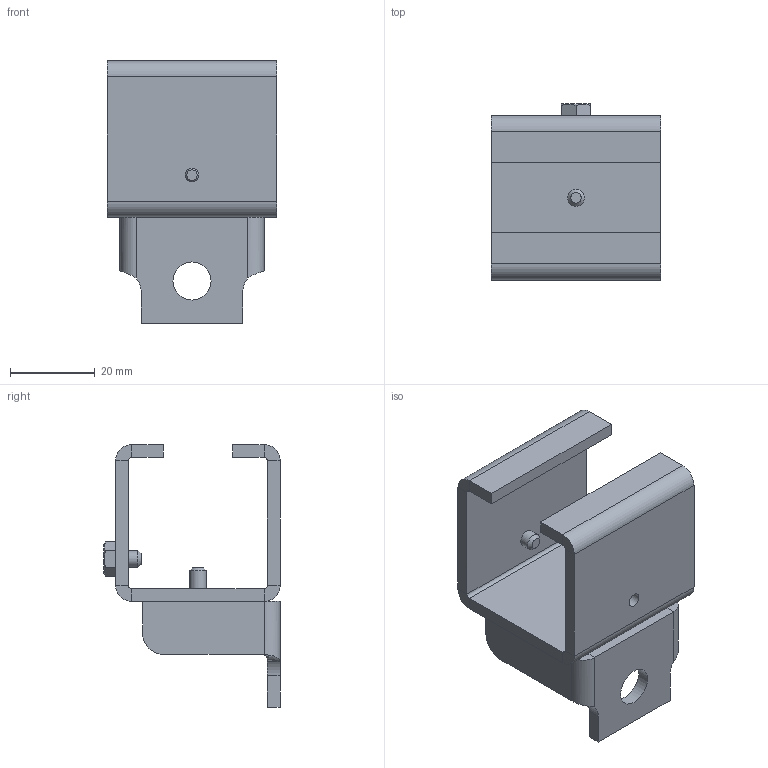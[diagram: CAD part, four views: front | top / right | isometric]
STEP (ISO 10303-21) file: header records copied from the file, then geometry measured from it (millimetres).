
FILE_DESCRIPTION(('STEP AP203'), '1');
FILE_NAME('252.RC30 Äåðæàòåëü RC30 ñ áîêîâûì êðåïëåíèåì', '', ('UNSPECIFIED'), ('UNSPECIFIED'), 'ASCON STEP Converter 1.3', 'ASCON Math Kernel', '');
FILE_SCHEMA(('CONFIG_CONTROL_DESIGN'));
Length unit declared in the file: millimetre
Products named in the file (1): 252.RC30
Bounding box: 40 x 41.6 x 62 mm (x, y, z)
Volume: 18727.3 mm3; surface area: 13895.1 mm2
Topology: 1 solids, 1 shells, 111 faces, 262 edges, 156 vertices
Faces by surface type: plane 75, cylinder 30, cone 4, bspline 2
Full cylindrical faces by diameter (mm): 3.242 x1, 4 x2, 9 x1
Entity records: 4529 total; most frequent: CARTESIAN_POINT 1082, DIRECTION 518, ORIENTED_EDGE 508, EDGE_CURVE 254, LINE 178, VECTOR 178, AXIS2_PLACEMENT_3D 170, VERTEX_POINT 156
